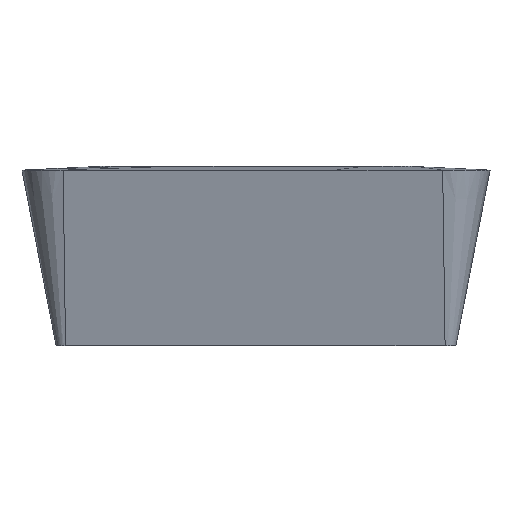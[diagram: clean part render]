
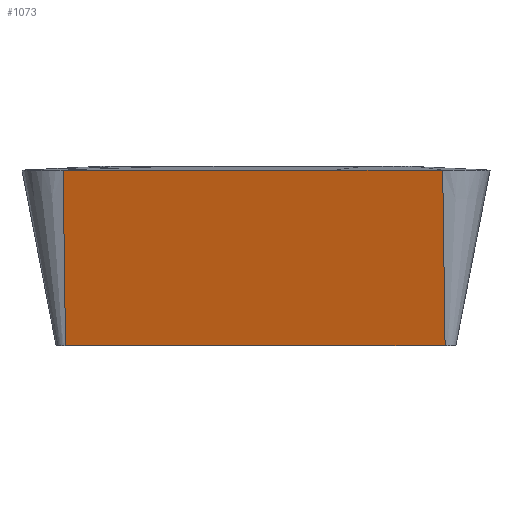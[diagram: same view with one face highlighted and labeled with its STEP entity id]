
A CAD part, left-side view. The second image highlights one B-rep face of the part: STEP entity #1073.
In plain terms, the highlighted planar face has unit normal (-0.979, 0.069, -0.191).
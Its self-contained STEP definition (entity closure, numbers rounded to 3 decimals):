
#32=DIRECTION('',(-0.07,-0.998,0.));
#33=VECTOR('',#32,10.325);
#34=CARTESIAN_POINT('',(-5.878,5.169,-4.76));
#35=LINE('',#34,#33);
#265=DIRECTION('',(-0.07,-0.998,0.));
#266=VECTOR('',#265,7.415);
#267=CARTESIAN_POINT('',(-6.801,5.234,0.));
#268=LINE('',#267,#266);
#272=DIRECTION('',(-0.07,-0.998,0.));
#273=VECTOR('',#272,2.91);
#274=CARTESIAN_POINT('',(-7.319,-2.163,0.));
#275=LINE('',#274,#273);
#279=DIRECTION('',(0.19,-0.013,-0.982));
#280=VECTOR('',#279,4.849);
#281=CARTESIAN_POINT('',(-7.522,-5.066,
0.));
#282=LINE('',#281,#280);
#286=DIRECTION('',(0.19,-0.013,-0.982));
#287=VECTOR('',#286,4.849);
#288=CARTESIAN_POINT('',(-6.801,5.234,0.));
#289=LINE('',#288,#287);
#599=CARTESIAN_POINT('',(-6.599,-5.131,-4.76));
#600=VERTEX_POINT('',#599);
#603=CARTESIAN_POINT('',(-5.878,5.169,-4.76));
#604=VERTEX_POINT('',#603);
#637=CARTESIAN_POINT('',(-6.801,5.234,0.));
#638=VERTEX_POINT('',#637);
#640=CARTESIAN_POINT('',(-7.522,-5.066,
0.));
#642=VERTEX_POINT('',#640);
#686=CARTESIAN_POINT('',(-7.319,-2.163,0.));
#688=VERTEX_POINT('',#686);
#1058=CARTESIAN_POINT('',(-6.645,7.467,0.));
#1059=DIRECTION('',(-0.979,0.068,-0.191));
#1060=DIRECTION('',(-0.07,-0.998,0.));
#1061=AXIS2_PLACEMENT_3D('',#1058,#1059,#1060);
#1062=PLANE('',#1061);
#1064=ORIENTED_EDGE('',*,*,#1063,.T.);
#1066=ORIENTED_EDGE('',*,*,#1065,.T.);
#1067=ORIENTED_EDGE('',*,*,#1053,.T.);
#1068=ORIENTED_EDGE('',*,*,#698,.F.);
#1070=ORIENTED_EDGE('',*,*,#1069,.F.);
#1071=EDGE_LOOP('',(#1064,#1066,#1067,#1068,#1070));
#1072=FACE_OUTER_BOUND('',#1071,.F.);
#698=EDGE_CURVE('',#604,#600,#35,.T.);
#1053=EDGE_CURVE('',#642,#600,#282,.T.);
#1063=EDGE_CURVE('',#638,#688,#268,.T.);
#1065=EDGE_CURVE('',#688,#642,#275,.T.);
#1069=EDGE_CURVE('',#638,#604,#289,.T.);
#1073=ADVANCED_FACE('',(#1072),#1062,.T.);
